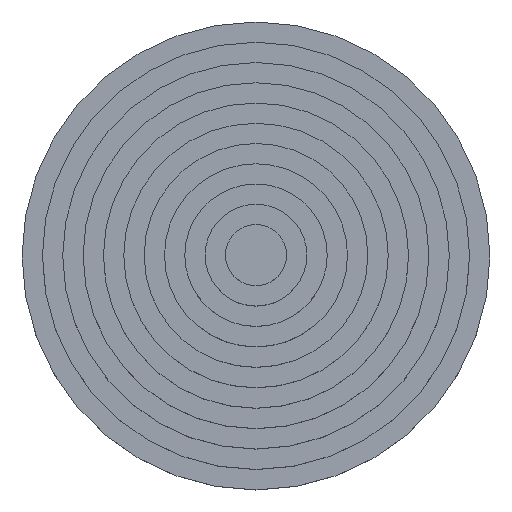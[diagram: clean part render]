
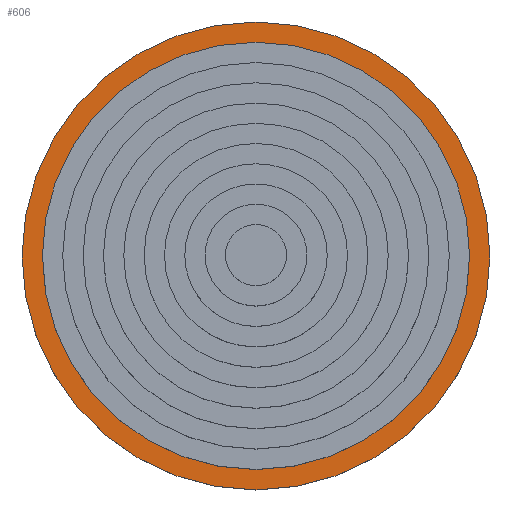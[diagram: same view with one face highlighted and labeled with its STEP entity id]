
A CAD part, top view. The second image highlights one B-rep face of the part: STEP entity #606.
In plain terms, the highlighted planar face has unit normal (0, 0, 1).
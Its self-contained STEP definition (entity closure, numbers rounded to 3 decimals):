
#90=FACE_BOUND('',#173,.T.);
#104=PLANE('',#675);
#121=FACE_OUTER_BOUND('',#172,.T.);
#172=EDGE_LOOP('',(#436));
#173=EDGE_LOOP('',(#437));
#236=CIRCLE('',#674,23.);
#237=CIRCLE('',#676,21.);
#295=VERTEX_POINT('',#1031);
#296=VERTEX_POINT('',#1035);
#346=EDGE_CURVE('',#295,#295,#236,.T.);
#348=EDGE_CURVE('',#296,#296,#237,.T.);
#436=ORIENTED_EDGE('',*,*,#346,.T.);
#437=ORIENTED_EDGE('',*,*,#348,.F.);
#606=ADVANCED_FACE('',(#121,#90),#104,.T.);
#674=AXIS2_PLACEMENT_3D('',#1032,#792,#793);
#675=AXIS2_PLACEMENT_3D('',#1034,#795,#796);
#676=AXIS2_PLACEMENT_3D('',#1036,#797,#798);
#792=DIRECTION('center_axis',(0.,0.,1.));
#793=DIRECTION('ref_axis',(1.,0.,0.));
#795=DIRECTION('center_axis',(0.,0.,1.));
#796=DIRECTION('ref_axis',(1.,0.,0.));
#797=DIRECTION('center_axis',(0.,0.,1.));
#798=DIRECTION('ref_axis',(1.,0.,0.));
#1031=CARTESIAN_POINT('',(-113.,0.,-7.8));
#1032=CARTESIAN_POINT('Origin',(-90.,0.,-7.8));
#1034=CARTESIAN_POINT('Origin',(-69.,0.,-7.8));
#1035=CARTESIAN_POINT('',(-111.,0.,-7.8));
#1036=CARTESIAN_POINT('Origin',(-90.,0.,-7.8));
